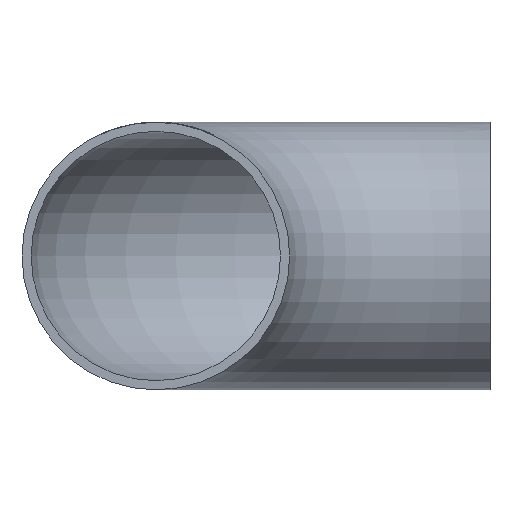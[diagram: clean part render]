
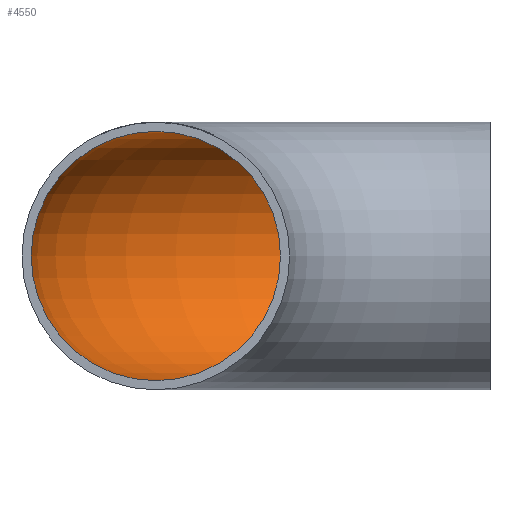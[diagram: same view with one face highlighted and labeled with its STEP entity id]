
A CAD part, front view. The second image highlights one B-rep face of the part: STEP entity #4550.
In plain terms, the highlighted toroidal (fillet/blend) face has major radius 95 mm and minor radius 35.45 mm.
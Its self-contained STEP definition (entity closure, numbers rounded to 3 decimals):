
#230 = DIRECTION ( 'NONE',  ( -1., 0., 0. ) ) ;
#667 = AXIS2_PLACEMENT_3D ( 'NONE', #5403, #1604, #230 ) ;
#1088 = VERTEX_POINT ( 'NONE', #2288 ) ;
#1501 = TOROIDAL_SURFACE ( 'NONE', #667, 95., 35.45 ) ;
#1521 = EDGE_CURVE ( 'NONE', #4695, #4695, #5168, .T. ) ;
#1604 = DIRECTION ( 'NONE',  ( 0., 0., -1. ) ) ;
#1766 = CARTESIAN_POINT ( 'NONE',  ( 0., 95., 0. ) ) ;
#2288 = CARTESIAN_POINT ( 'NONE',  ( -95., 0., 35.45 ) ) ;
#2326 = CARTESIAN_POINT ( 'NONE',  ( 0., 130.45, 0. ) ) ;
#2628 = AXIS2_PLACEMENT_3D ( 'NONE', #3356, #7734, #6224 ) ;
#3192 = DIRECTION ( 'NONE',  ( 0., 1., 0. ) ) ;
#3252 = ORIENTED_EDGE ( 'NONE', *, *, #5561, .F. ) ;
#3356 = CARTESIAN_POINT ( 'NONE',  ( -95., 0., 0. ) ) ;
#3471 = CIRCLE ( 'NONE', #2628, 35.45 ) ;
#4550 = ADVANCED_FACE ( 'NONE', ( #9583, #8999 ), #1501, .F. ) ;
#4695 = VERTEX_POINT ( 'NONE', #2326 ) ;
#5168 = CIRCLE ( 'NONE', #6112, 35.45 ) ;
#5403 = CARTESIAN_POINT ( 'NONE',  ( 0., 0., 0. ) ) ;
#5534 = ORIENTED_EDGE ( 'NONE', *, *, #1521, .T. ) ;
#5561 = EDGE_CURVE ( 'NONE', #1088, #1088, #3471, .T. ) ;
#6039 = EDGE_LOOP ( 'NONE', ( #5534 ) ) ;
#6112 = AXIS2_PLACEMENT_3D ( 'NONE', #1766, #9054, #3192 ) ;
#6224 = DIRECTION ( 'NONE',  ( 0., 0., 1. ) ) ;
#6755 = EDGE_LOOP ( 'NONE', ( #3252 ) ) ;
#7734 = DIRECTION ( 'NONE',  ( 0., 1., 0. ) ) ;
#8999 = FACE_OUTER_BOUND ( 'NONE', #6755, .T. ) ;
#9054 = DIRECTION ( 'NONE',  ( 1., 0., 0. ) ) ;
#9583 = FACE_OUTER_BOUND ( 'NONE', #6039, .T. ) ;
